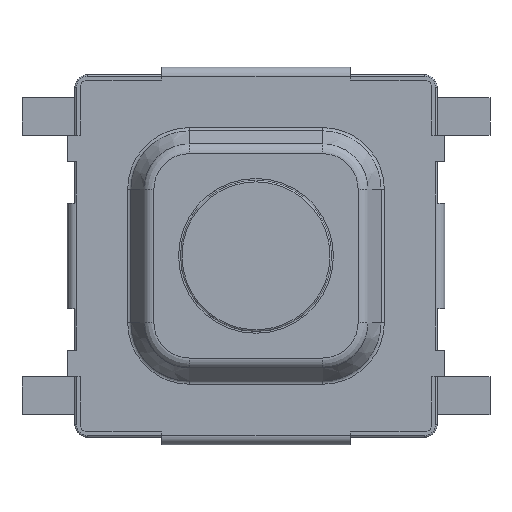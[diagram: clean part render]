
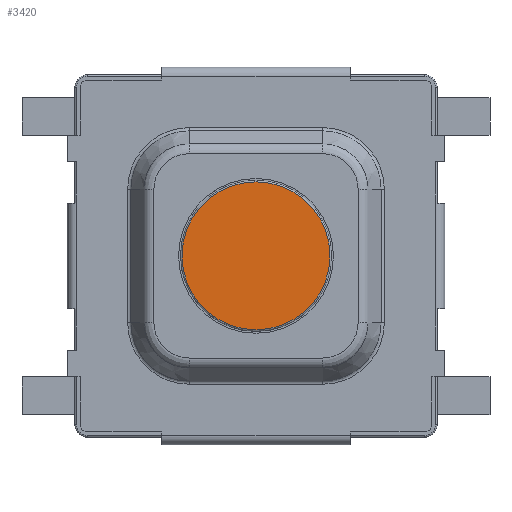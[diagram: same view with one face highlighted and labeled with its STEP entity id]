
A CAD part, top view. The second image highlights one B-rep face of the part: STEP entity #3420.
In plain terms, the highlighted planar face has unit normal (0, 0, 1).
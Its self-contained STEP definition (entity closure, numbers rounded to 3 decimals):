
#3139 = EDGE_CURVE('',#3140,#3140,#3142,.T.);
#3140 = VERTEX_POINT('',#3141);
#3141 = CARTESIAN_POINT('',(0.98,0.,1.5));
#3142 = SURFACE_CURVE('',#3143,(#3148,#3160),.PCURVE_S1.);
#3143 = CIRCLE('',#3144,0.98);
#3144 = AXIS2_PLACEMENT_3D('',#3145,#3146,#3147);
#3145 = CARTESIAN_POINT('',(0.,0.,1.5));
#3146 = DIRECTION('',(0.,0.,1.));
#3147 = DIRECTION('',(1.,0.,-0.));
#3148 = PCURVE('',#3149,#3154);
#3149 = TOROIDAL_SURFACE('',#3150,0.98,0.02);
#3150 = AXIS2_PLACEMENT_3D('',#3151,#3152,#3153);
#3151 = CARTESIAN_POINT('',(0.,0.,1.48));
#3152 = DIRECTION('',(0.,0.,1.));
#3153 = DIRECTION('',(1.,0.,-0.));
#3154 = DEFINITIONAL_REPRESENTATION('',(#3155),#3159);
#3155 = LINE('',#3156,#3157);
#3156 = CARTESIAN_POINT('',(0.,7.854));
#3157 = VECTOR('',#3158,1.);
#3158 = DIRECTION('',(1.,0.));
#3159 = ( GEOMETRIC_REPRESENTATION_CONTEXT(2) 
PARAMETRIC_REPRESENTATION_CONTEXT() REPRESENTATION_CONTEXT('2D SPACE',''
  ) );
#3160 = PCURVE('',#3161,#3166);
#3161 = PLANE('',#3162);
#3162 = AXIS2_PLACEMENT_3D('',#3163,#3164,#3165);
#3163 = CARTESIAN_POINT('',(-1.,0.,1.5));
#3164 = DIRECTION('',(0.,0.,1.));
#3165 = DIRECTION('',(1.,0.,-0.));
#3166 = DEFINITIONAL_REPRESENTATION('',(#3167),#3171);
#3167 = CIRCLE('',#3168,0.98);
#3168 = AXIS2_PLACEMENT_2D('',#3169,#3170);
#3169 = CARTESIAN_POINT('',(1.,0.));
#3170 = DIRECTION('',(1.,0.));
#3171 = ( GEOMETRIC_REPRESENTATION_CONTEXT(2) 
PARAMETRIC_REPRESENTATION_CONTEXT() REPRESENTATION_CONTEXT('2D SPACE',''
  ) );
#3420 = ADVANCED_FACE('',(#3421),#3161,.T.);
#3421 = FACE_BOUND('',#3422,.T.);
#3422 = EDGE_LOOP('',(#3423));
#3423 = ORIENTED_EDGE('',*,*,#3139,.T.);
